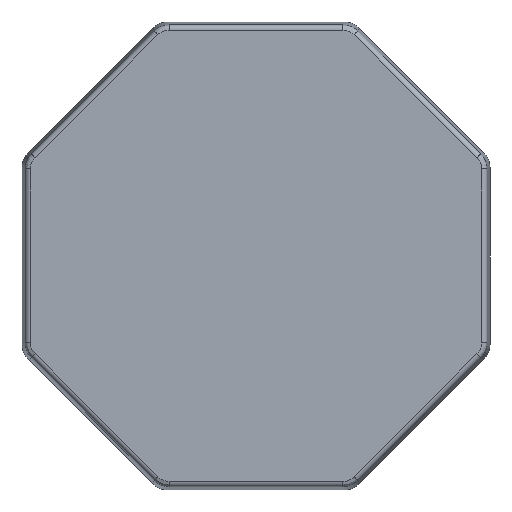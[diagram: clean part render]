
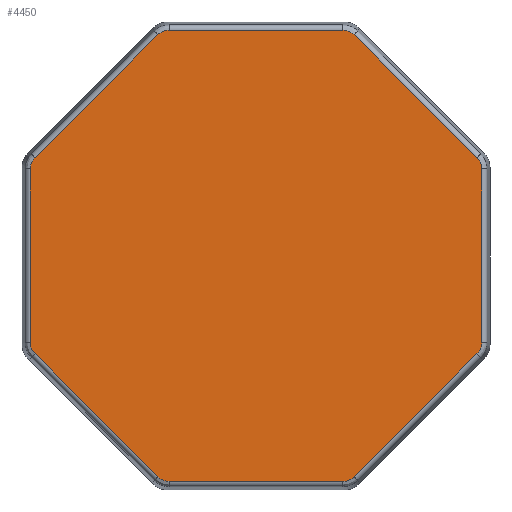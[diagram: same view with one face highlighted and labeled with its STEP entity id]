
A CAD part, top view. The second image highlights one B-rep face of the part: STEP entity #4450.
In plain terms, the highlighted planar face has unit normal (0, 0, 1).
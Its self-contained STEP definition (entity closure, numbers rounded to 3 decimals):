
#200=PLANE('',#4839);
#403=LINE('',#6972,#755);
#406=LINE('',#7006,#758);
#408=LINE('',#7014,#760);
#411=LINE('',#7048,#763);
#412=LINE('',#7079,#764);
#414=LINE('',#7087,#766);
#415=LINE('',#7091,#767);
#416=LINE('',#7095,#768);
#755=VECTOR('',#5578,49.299);
#758=VECTOR('',#5593,49.299);
#760=VECTOR('',#5601,49.299);
#763=VECTOR('',#5616,49.299);
#764=VECTOR('',#5627,49.299);
#766=VECTOR('',#5635,49.299);
#767=VECTOR('',#5638,49.299);
#768=VECTOR('',#5643,49.299);
#1051=ELLIPSE('',#4820,4.502,4.5);
#1053=ELLIPSE('',#4829,4.502,4.5);
#1055=ELLIPSE('',#4834,4.502,4.5);
#1057=ELLIPSE('',#4840,4.502,4.5);
#1058=ELLIPSE('',#4841,4.502,4.5);
#1059=ELLIPSE('',#4842,4.502,4.5);
#1060=ELLIPSE('',#4843,4.502,4.5);
#1061=ELLIPSE('',#4844,4.502,4.5);
#1268=FACE_OUTER_BOUND('',#1558,.T.);
#1558=EDGE_LOOP('',(#3395,#3396,#3397,#3398,#3399,#3400,#3401,#3402,#3403,
#3404,#3405,#3406,#3407,#3408,#3409,#3410));
#2070=VERTEX_POINT('',#6969);
#2071=VERTEX_POINT('',#6971);
#2073=VERTEX_POINT('',#6996);
#2076=VERTEX_POINT('',#7004);
#2078=VERTEX_POINT('',#7011);
#2079=VERTEX_POINT('',#7013);
#2081=VERTEX_POINT('',#7038);
#2084=VERTEX_POINT('',#7046);
#2085=VERTEX_POINT('',#7069);
#2087=VERTEX_POINT('',#7072);
#2089=VERTEX_POINT('',#7078);
#2091=VERTEX_POINT('',#7084);
#2092=VERTEX_POINT('',#7086);
#2093=VERTEX_POINT('',#7088);
#2094=VERTEX_POINT('',#7090);
#2095=VERTEX_POINT('',#7093);
#2549=EDGE_CURVE('',#2070,#2071,#403,.T.);
#2553=EDGE_CURVE('',#2073,#2070,#1051,.T.);
#2557=EDGE_CURVE('',#2076,#2073,#406,.T.);
#2560=EDGE_CURVE('',#2078,#2079,#408,.T.);
#2564=EDGE_CURVE('',#2081,#2078,#1053,.T.);
#2568=EDGE_CURVE('',#2084,#2081,#411,.T.);
#2570=EDGE_CURVE('',#2085,#2087,#1055,.T.);
#2573=EDGE_CURVE('',#2089,#2085,#412,.T.);
#2576=EDGE_CURVE('',#2091,#2084,#1057,.T.);
#2577=EDGE_CURVE('',#2092,#2091,#414,.T.);
#2578=EDGE_CURVE('',#2093,#2092,#1058,.T.);
#2579=EDGE_CURVE('',#2094,#2093,#415,.T.);
#2580=EDGE_CURVE('',#2071,#2094,#1059,.T.);
#2581=EDGE_CURVE('',#2095,#2076,#1060,.T.);
#2582=EDGE_CURVE('',#2087,#2095,#416,.T.);
#2583=EDGE_CURVE('',#2079,#2089,#1061,.T.);
#3395=ORIENTED_EDGE('',*,*,#2560,.F.);
#3396=ORIENTED_EDGE('',*,*,#2564,.F.);
#3397=ORIENTED_EDGE('',*,*,#2568,.F.);
#3398=ORIENTED_EDGE('',*,*,#2576,.F.);
#3399=ORIENTED_EDGE('',*,*,#2577,.F.);
#3400=ORIENTED_EDGE('',*,*,#2578,.F.);
#3401=ORIENTED_EDGE('',*,*,#2579,.F.);
#3402=ORIENTED_EDGE('',*,*,#2580,.F.);
#3403=ORIENTED_EDGE('',*,*,#2549,.F.);
#3404=ORIENTED_EDGE('',*,*,#2553,.F.);
#3405=ORIENTED_EDGE('',*,*,#2557,.F.);
#3406=ORIENTED_EDGE('',*,*,#2581,.F.);
#3407=ORIENTED_EDGE('',*,*,#2582,.F.);
#3408=ORIENTED_EDGE('',*,*,#2570,.F.);
#3409=ORIENTED_EDGE('',*,*,#2573,.F.);
#3410=ORIENTED_EDGE('',*,*,#2583,.F.);
#4450=ADVANCED_FACE('',(#1268),#200,.T.);
#4820=AXIS2_PLACEMENT_3D('',#6999,#5584,#5585);
#4829=AXIS2_PLACEMENT_3D('',#7041,#5607,#5608);
#4834=AXIS2_PLACEMENT_3D('',#7073,#5619,#5620);
#4839=AXIS2_PLACEMENT_3D('',#7083,#5631,#5632);
#4840=AXIS2_PLACEMENT_3D('',#7085,#5633,#5634);
#4841=AXIS2_PLACEMENT_3D('',#7089,#5636,#5637);
#4842=AXIS2_PLACEMENT_3D('',#7092,#5639,#5640);
#4843=AXIS2_PLACEMENT_3D('',#7094,#5641,#5642);
#4844=AXIS2_PLACEMENT_3D('',#7096,#5644,#5645);
#5578=DIRECTION('',(0.,1.,0.));
#5584=DIRECTION('center_axis',(0.,0.,-1.));
#5585=DIRECTION('ref_axis',(-0.924,-0.383,0.));
#5593=DIRECTION('',(-0.707,0.707,0.));
#5601=DIRECTION('',(0.,-1.,0.));
#5607=DIRECTION('center_axis',(0.,0.,-1.));
#5608=DIRECTION('ref_axis',(0.924,0.383,0.));
#5616=DIRECTION('',(0.707,-0.707,0.));
#5619=DIRECTION('center_axis',(0.,0.,-1.));
#5620=DIRECTION('ref_axis',(0.383,-0.924,0.));
#5627=DIRECTION('',(-0.707,-0.707,0.));
#5631=DIRECTION('center_axis',(0.,0.,1.));
#5632=DIRECTION('ref_axis',(1.,0.,0.));
#5633=DIRECTION('center_axis',(0.,0.,-1.));
#5634=DIRECTION('ref_axis',(0.383,0.924,0.));
#5635=DIRECTION('',(1.,0.,0.));
#5636=DIRECTION('center_axis',(0.,0.,-1.));
#5637=DIRECTION('ref_axis',(-0.383,0.924,0.));
#5638=DIRECTION('',(0.707,0.707,0.));
#5639=DIRECTION('center_axis',(0.,0.,-1.));
#5640=DIRECTION('ref_axis',(-0.924,0.383,0.));
#5641=DIRECTION('center_axis',(0.,0.,-1.));
#5642=DIRECTION('ref_axis',(-0.383,-0.924,0.));
#5643=DIRECTION('',(-1.,0.,0.));
#5644=DIRECTION('center_axis',(0.,0.,-1.));
#5645=DIRECTION('ref_axis',(0.924,-0.383,0.));
#6969=CARTESIAN_POINT('',(-64.008,-24.65,35.2));
#6971=CARTESIAN_POINT('',(-64.008,24.65,35.2));
#6972=CARTESIAN_POINT('',(-64.008,-13.75,35.2));
#6996=CARTESIAN_POINT('',(-62.69,-27.831,35.2));
#6999=CARTESIAN_POINT('Origin',(-59.506,-24.648,35.2));
#7004=CARTESIAN_POINT('',(-27.831,-62.69,35.2));
#7006=CARTESIAN_POINT('',(-35.538,-54.983,35.2));
#7011=CARTESIAN_POINT('',(64.008,24.65,35.2));
#7013=CARTESIAN_POINT('',(64.008,-24.65,35.2));
#7014=CARTESIAN_POINT('',(64.008,13.75,35.2));
#7038=CARTESIAN_POINT('',(62.69,27.831,35.2));
#7041=CARTESIAN_POINT('Origin',(59.506,24.648,35.2));
#7046=CARTESIAN_POINT('',(27.831,62.69,35.2));
#7048=CARTESIAN_POINT('',(35.538,54.983,35.2));
#7069=CARTESIAN_POINT('',(27.831,-62.69,35.2));
#7072=CARTESIAN_POINT('',(24.65,-64.008,35.2));
#7073=CARTESIAN_POINT('Origin',(24.648,-59.506,35.2));
#7078=CARTESIAN_POINT('',(62.69,-27.831,35.2));
#7079=CARTESIAN_POINT('',(54.983,-35.538,35.2));
#7083=CARTESIAN_POINT('Origin',(0.,0.,
35.2));
#7084=CARTESIAN_POINT('',(24.65,64.008,35.2));
#7085=CARTESIAN_POINT('Origin',(24.648,59.506,35.2));
#7086=CARTESIAN_POINT('',(-24.65,64.008,35.2));
#7087=CARTESIAN_POINT('',(-13.75,64.008,35.2));
#7088=CARTESIAN_POINT('',(-27.831,62.69,35.2));
#7089=CARTESIAN_POINT('Origin',(-24.648,59.506,35.2));
#7090=CARTESIAN_POINT('',(-62.69,27.831,35.2));
#7091=CARTESIAN_POINT('',(-54.983,35.538,35.2));
#7092=CARTESIAN_POINT('Origin',(-59.506,24.648,35.2));
#7093=CARTESIAN_POINT('',(-24.65,-64.008,35.2));
#7094=CARTESIAN_POINT('Origin',(-24.648,-59.506,35.2));
#7095=CARTESIAN_POINT('',(13.75,-64.008,35.2));
#7096=CARTESIAN_POINT('Origin',(59.506,-24.648,35.2));
